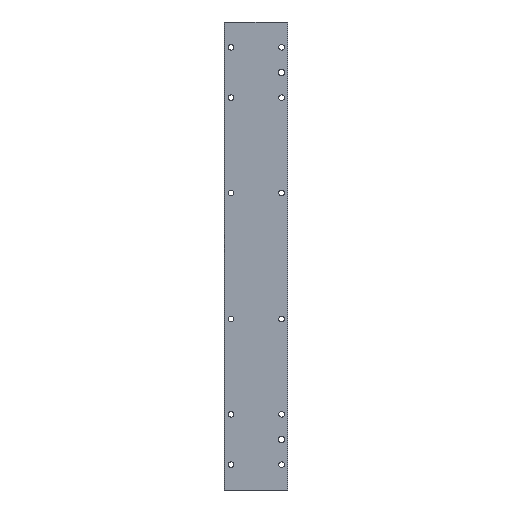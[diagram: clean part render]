
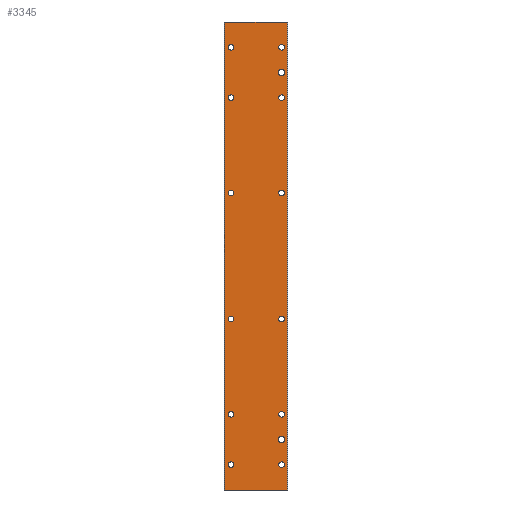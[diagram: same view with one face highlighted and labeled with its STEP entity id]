
A CAD part, left-side view. The second image highlights one B-rep face of the part: STEP entity #3345.
In plain terms, the highlighted planar face has unit normal (-1, 0, 0).
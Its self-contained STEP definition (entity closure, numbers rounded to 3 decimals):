
#89=CIRCLE('',#3606,2.25);
#90=CIRCLE('',#3607,2.25);
#91=CIRCLE('',#3608,2.25);
#92=CIRCLE('',#3609,2.25);
#93=CIRCLE('',#3610,2.25);
#94=CIRCLE('',#3611,2.25);
#95=CIRCLE('',#3612,2.25);
#96=CIRCLE('',#3613,2.25);
#97=CIRCLE('',#3614,2.25);
#98=CIRCLE('',#3615,2.25);
#99=CIRCLE('',#3616,2.25);
#100=CIRCLE('',#3617,2.25);
#101=CIRCLE('',#3618,2.5);
#102=CIRCLE('',#3619,2.5);
#662=ORIENTED_EDGE('',*,*,#1556,.T.);
#663=ORIENTED_EDGE('',*,*,#1557,.T.);
#664=ORIENTED_EDGE('',*,*,#1558,.F.);
#665=ORIENTED_EDGE('',*,*,#1559,.F.);
#666=ORIENTED_EDGE('',*,*,#1560,.T.);
#667=ORIENTED_EDGE('',*,*,#1561,.T.);
#668=ORIENTED_EDGE('',*,*,#1562,.T.);
#669=ORIENTED_EDGE('',*,*,#1563,.T.);
#670=ORIENTED_EDGE('',*,*,#1564,.T.);
#671=ORIENTED_EDGE('',*,*,#1565,.T.);
#672=ORIENTED_EDGE('',*,*,#1566,.T.);
#673=ORIENTED_EDGE('',*,*,#1567,.T.);
#674=ORIENTED_EDGE('',*,*,#1568,.T.);
#675=ORIENTED_EDGE('',*,*,#1569,.T.);
#676=ORIENTED_EDGE('',*,*,#1570,.T.);
#677=ORIENTED_EDGE('',*,*,#1571,.F.);
#678=ORIENTED_EDGE('',*,*,#1572,.F.);
#679=ORIENTED_EDGE('',*,*,#1554,.T.);
#1554=EDGE_CURVE('',#1959,#1958,#2290,.T.);
#1556=EDGE_CURVE('',#1960,#1960,#89,.T.);
#1557=EDGE_CURVE('',#1961,#1961,#90,.T.);
#1558=EDGE_CURVE('',#1962,#1962,#91,.T.);
#1559=EDGE_CURVE('',#1963,#1963,#92,.T.);
#1560=EDGE_CURVE('',#1964,#1964,#93,.T.);
#1561=EDGE_CURVE('',#1965,#1965,#94,.T.);
#1562=EDGE_CURVE('',#1966,#1966,#95,.T.);
#1563=EDGE_CURVE('',#1967,#1967,#96,.T.);
#1564=EDGE_CURVE('',#1968,#1968,#97,.T.);
#1565=EDGE_CURVE('',#1969,#1969,#98,.T.);
#1566=EDGE_CURVE('',#1970,#1970,#99,.T.);
#1567=EDGE_CURVE('',#1971,#1971,#100,.T.);
#1568=EDGE_CURVE('',#1972,#1972,#101,.T.);
#1569=EDGE_CURVE('',#1973,#1973,#102,.T.);
#1570=EDGE_CURVE('',#1958,#1974,#2291,.T.);
#1571=EDGE_CURVE('',#1975,#1974,#2292,.T.);
#1572=EDGE_CURVE('',#1959,#1975,#2293,.T.);
#1958=VERTEX_POINT('',#5457);
#1959=VERTEX_POINT('',#5459);
#1960=VERTEX_POINT('',#5463);
#1961=VERTEX_POINT('',#5465);
#1962=VERTEX_POINT('',#5467);
#1963=VERTEX_POINT('',#5469);
#1964=VERTEX_POINT('',#5471);
#1965=VERTEX_POINT('',#5473);
#1966=VERTEX_POINT('',#5475);
#1967=VERTEX_POINT('',#5477);
#1968=VERTEX_POINT('',#5479);
#1969=VERTEX_POINT('',#5481);
#1970=VERTEX_POINT('',#5483);
#1971=VERTEX_POINT('',#5485);
#1972=VERTEX_POINT('',#5487);
#1973=VERTEX_POINT('',#5489);
#1974=VERTEX_POINT('',#5491);
#1975=VERTEX_POINT('',#5493);
#2290=LINE('',#5458,#2590);
#2291=LINE('',#5490,#2591);
#2292=LINE('',#5492,#2592);
#2293=LINE('',#5494,#2593);
#2590=VECTOR('',#4315,1000.);
#2591=VECTOR('',#4348,1000.);
#2592=VECTOR('',#4349,1000.);
#2593=VECTOR('',#4350,1000.);
#2771=EDGE_LOOP('',(#662));
#2772=EDGE_LOOP('',(#663));
#2773=EDGE_LOOP('',(#664));
#2774=EDGE_LOOP('',(#665));
#2775=EDGE_LOOP('',(#666));
#2776=EDGE_LOOP('',(#667));
#2777=EDGE_LOOP('',(#668));
#2778=EDGE_LOOP('',(#669));
#2779=EDGE_LOOP('',(#670));
#2780=EDGE_LOOP('',(#671));
#2781=EDGE_LOOP('',(#672));
#2782=EDGE_LOOP('',(#673));
#2783=EDGE_LOOP('',(#674));
#2784=EDGE_LOOP('',(#675));
#2785=EDGE_LOOP('',(#676,#677,#678,#679));
#3001=FACE_BOUND('',#2771,.T.);
#3002=FACE_BOUND('',#2772,.T.);
#3003=FACE_BOUND('',#2773,.T.);
#3004=FACE_BOUND('',#2774,.T.);
#3005=FACE_BOUND('',#2775,.T.);
#3006=FACE_BOUND('',#2776,.T.);
#3007=FACE_BOUND('',#2777,.T.);
#3008=FACE_BOUND('',#2778,.T.);
#3009=FACE_BOUND('',#2779,.T.);
#3010=FACE_BOUND('',#2780,.T.);
#3011=FACE_BOUND('',#2781,.T.);
#3012=FACE_BOUND('',#2782,.T.);
#3013=FACE_BOUND('',#2783,.T.);
#3014=FACE_BOUND('',#2784,.T.);
#3015=FACE_BOUND('',#2785,.T.);
#3214=PLANE('',#3605);
#3345=ADVANCED_FACE('',(#3001,#3002,#3003,#3004,#3005,#3006,#3007,#3008,
#3009,#3010,#3011,#3012,#3013,#3014,#3015),#3214,.F.);
#3605=AXIS2_PLACEMENT_3D('',#5461,#4318,#4319);
#3606=AXIS2_PLACEMENT_3D('',#5462,#4320,#4321);
#3607=AXIS2_PLACEMENT_3D('',#5464,#4322,#4323);
#3608=AXIS2_PLACEMENT_3D('',#5466,#4324,#4325);
#3609=AXIS2_PLACEMENT_3D('',#5468,#4326,#4327);
#3610=AXIS2_PLACEMENT_3D('',#5470,#4328,#4329);
#3611=AXIS2_PLACEMENT_3D('',#5472,#4330,#4331);
#3612=AXIS2_PLACEMENT_3D('',#5474,#4332,#4333);
#3613=AXIS2_PLACEMENT_3D('',#5476,#4334,#4335);
#3614=AXIS2_PLACEMENT_3D('',#5478,#4336,#4337);
#3615=AXIS2_PLACEMENT_3D('',#5480,#4338,#4339);
#3616=AXIS2_PLACEMENT_3D('',#5482,#4340,#4341);
#3617=AXIS2_PLACEMENT_3D('',#5484,#4342,#4343);
#3618=AXIS2_PLACEMENT_3D('',#5486,#4344,#4345);
#3619=AXIS2_PLACEMENT_3D('',#5488,#4346,#4347);
#4315=DIRECTION('',(0.,0.,1.));
#4318=DIRECTION('',(1.,0.,0.));
#4319=DIRECTION('',(0.,0.,-1.));
#4320=DIRECTION('',(1.,0.,0.));
#4321=DIRECTION('',(0.,0.,-1.));
#4322=DIRECTION('',(1.,0.,0.));
#4323=DIRECTION('',(0.,0.,-1.));
#4324=DIRECTION('',(-1.,0.,0.));
#4325=DIRECTION('',(0.,0.,1.));
#4326=DIRECTION('',(-1.,0.,0.));
#4327=DIRECTION('',(0.,0.,1.));
#4328=DIRECTION('',(1.,0.,0.));
#4329=DIRECTION('',(0.,0.,-1.));
#4330=DIRECTION('',(1.,0.,0.));
#4331=DIRECTION('',(0.,0.,-1.));
#4332=DIRECTION('',(1.,0.,0.));
#4333=DIRECTION('',(0.,0.,-1.));
#4334=DIRECTION('',(1.,0.,0.));
#4335=DIRECTION('',(0.,0.,-1.));
#4336=DIRECTION('',(1.,0.,0.));
#4337=DIRECTION('',(0.,0.,-1.));
#4338=DIRECTION('',(1.,0.,0.));
#4339=DIRECTION('',(0.,0.,-1.));
#4340=DIRECTION('',(1.,0.,0.));
#4341=DIRECTION('',(0.,0.,-1.));
#4342=DIRECTION('',(1.,0.,0.));
#4343=DIRECTION('',(0.,0.,-1.));
#4344=DIRECTION('',(1.,0.,0.));
#4345=DIRECTION('',(0.,0.,-1.));
#4346=DIRECTION('',(1.,0.,0.));
#4347=DIRECTION('',(0.,0.,-1.));
#4348=DIRECTION('',(0.,1.,0.));
#4349=DIRECTION('',(0.,0.,1.));
#4350=DIRECTION('',(0.,1.,0.));
#5457=CARTESIAN_POINT('',(0.,0.2,185.5));
#5458=CARTESIAN_POINT('',(0.,0.2,-185.5));
#5459=CARTESIAN_POINT('',(0.,0.2,-185.5));
#5461=CARTESIAN_POINT('',(0.,0.2,-185.5));
#5462=CARTESIAN_POINT('',(0.,4.75,50.));
#5463=CARTESIAN_POINT('',(0.,4.75,47.75));
#5464=CARTESIAN_POINT('',(0.,4.75,-50.));
#5465=CARTESIAN_POINT('',(0.,4.75,-52.25));
#5466=CARTESIAN_POINT('',(0.,4.75,165.5));
#5467=CARTESIAN_POINT('',(0.,4.75,167.75));
#5468=CARTESIAN_POINT('',(0.,4.75,125.5));
#5469=CARTESIAN_POINT('',(0.,4.75,127.75));
#5470=CARTESIAN_POINT('',(0.,4.75,-125.5));
#5471=CARTESIAN_POINT('',(0.,4.75,-127.75));
#5472=CARTESIAN_POINT('',(0.,4.75,-165.5));
#5473=CARTESIAN_POINT('',(0.,4.75,-167.75));
#5474=CARTESIAN_POINT('',(0.,44.75,50.));
#5475=CARTESIAN_POINT('',(0.,44.75,47.75));
#5476=CARTESIAN_POINT('',(0.,44.75,-50.));
#5477=CARTESIAN_POINT('',(0.,44.75,-52.25));
#5478=CARTESIAN_POINT('',(0.,44.75,125.5));
#5479=CARTESIAN_POINT('',(0.,44.75,123.25));
#5480=CARTESIAN_POINT('',(0.,44.75,165.5));
#5481=CARTESIAN_POINT('',(0.,44.75,163.25));
#5482=CARTESIAN_POINT('',(0.,44.75,-125.5));
#5483=CARTESIAN_POINT('',(0.,44.75,-127.75));
#5484=CARTESIAN_POINT('',(0.,44.75,-165.5));
#5485=CARTESIAN_POINT('',(0.,44.75,-167.75));
#5486=CARTESIAN_POINT('',(0.,4.75,145.5));
#5487=CARTESIAN_POINT('',(0.,4.75,143.));
#5488=CARTESIAN_POINT('',(0.,4.75,-145.5));
#5489=CARTESIAN_POINT('',(0.,4.75,-148.));
#5490=CARTESIAN_POINT('',(0.,0.2,185.5));
#5491=CARTESIAN_POINT('',(0.,49.8,185.5));
#5492=CARTESIAN_POINT('',(0.,49.8,-185.5));
#5493=CARTESIAN_POINT('',(0.,49.8,-185.5));
#5494=CARTESIAN_POINT('',(0.,0.2,-185.5));
